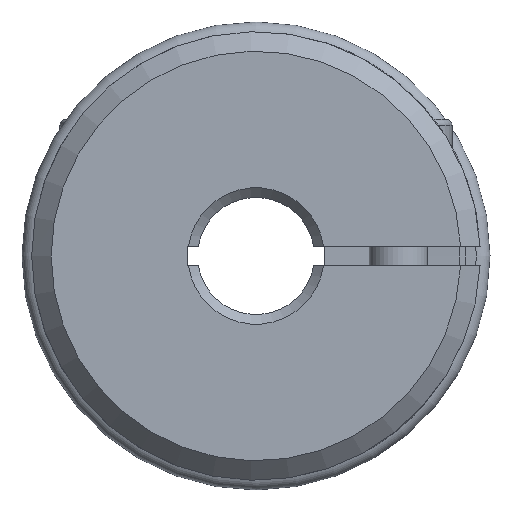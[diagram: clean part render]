
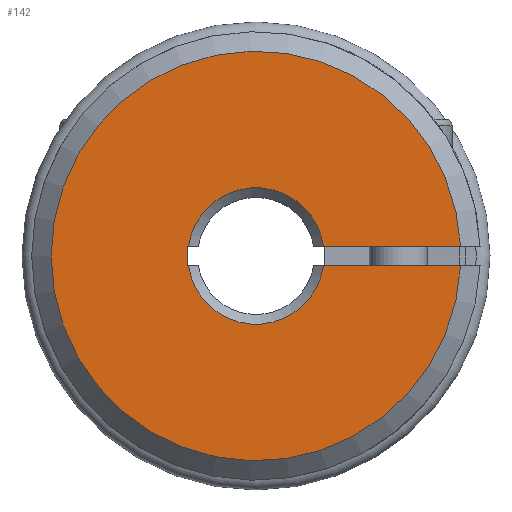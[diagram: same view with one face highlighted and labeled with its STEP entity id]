
A CAD part, left-side view. The second image highlights one B-rep face of the part: STEP entity #142.
In plain terms, the highlighted planar face has unit normal (-1, 0, 0).
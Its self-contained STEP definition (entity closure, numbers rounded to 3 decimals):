
#142 = ADVANCED_FACE( '', ( #386 ), #387, .T. );
#386 = FACE_OUTER_BOUND( '', #775, .T. );
#387 = PLANE( '', #776 );
#775 = EDGE_LOOP( '', ( #1180, #1181, #1182, #1183, #1184, #1185, #1186, #1187 ) );
#776 = AXIS2_PLACEMENT_3D( '', #1188, #1189, #1190 );
#1180 = ORIENTED_EDGE( '', *, *, #2048, .T. );
#1181 = ORIENTED_EDGE( '', *, *, #2049, .T. );
#1182 = ORIENTED_EDGE( '', *, *, #2050, .T. );
#1183 = ORIENTED_EDGE( '', *, *, #2051, .F. );
#1184 = ORIENTED_EDGE( '', *, *, #2035, .T. );
#1185 = ORIENTED_EDGE( '', *, *, #2052, .T. );
#1186 = ORIENTED_EDGE( '', *, *, #2053, .T. );
#1187 = ORIENTED_EDGE( '', *, *, #2054, .T. );
#1188 = CARTESIAN_POINT( '', ( -14.782, 0., 2. ) );
#1189 = DIRECTION( '', ( -1., 0., 0. ) );
#1190 = DIRECTION( '', ( 0., -1., 0. ) );
#2035 = EDGE_CURVE( '', #2377, #2375, #2378, .T. );
#2048 = EDGE_CURVE( '', #2398, #2399, #2400, .T. );
#2049 = EDGE_CURVE( '', #2399, #2401, #2402, .F. );
#2050 = EDGE_CURVE( '', #2401, #2403, #2404, .T. );
#2051 = EDGE_CURVE( '', #2377, #2403, #2405, .T. );
#2052 = EDGE_CURVE( '', #2375, #2406, #2407, .F. );
#2053 = EDGE_CURVE( '', #2406, #2408, #2409, .T. );
#2054 = EDGE_CURVE( '', #2408, #2398, #2410, .T. );
#2375 = VERTEX_POINT( '', #2868 );
#2377 = VERTEX_POINT( '', #2873 );
#2378 = LINE( '', #2874, #2875 );
#2398 = VERTEX_POINT( '', #2903 );
#2399 = VERTEX_POINT( '', #2904 );
#2400 = LINE( '', #2905, #2906 );
#2401 = VERTEX_POINT( '', #2907 );
#2402 = CIRCLE( '', #2908, 3.5 );
#2403 = VERTEX_POINT( '', #2909 );
#2404 = LINE( '', #2910, #2911 );
#2405 = CIRCLE( '', #2912, 10.5 );
#2406 = VERTEX_POINT( '', #2913 );
#2407 = CIRCLE( '', #2914, 3.5 );
#2408 = VERTEX_POINT( '', #2915 );
#2409 = LINE( '', #2916, #2917 );
#2410 = LINE( '', #2918, #2919 );
#2868 = CARTESIAN_POINT( '', ( -14.782, -3.464, -0.5 ) );
#2873 = CARTESIAN_POINT( '', ( -14.782, -10.488, -0.5 ) );
#2874 = CARTESIAN_POINT( '', ( -14.782, -18., -0.5 ) );
#2875 = VECTOR( '', #3727, 1000. );
#2903 = CARTESIAN_POINT( '', ( -14.782, 3.5, 0.5 ) );
#2904 = CARTESIAN_POINT( '', ( -14.782, 3.464, 0.5 ) );
#2905 = CARTESIAN_POINT( '', ( -14.782, 3.5, 0.5 ) );
#2906 = VECTOR( '', #3746, 1000. );
#2907 = CARTESIAN_POINT( '', ( -14.782, -3.464, 0.5 ) );
#2908 = AXIS2_PLACEMENT_3D( '', #3747, #3748, #3749 );
#2909 = CARTESIAN_POINT( '', ( -14.782, -10.488, 0.5 ) );
#2910 = CARTESIAN_POINT( '', ( -14.782, 0., 0.5 ) );
#2911 = VECTOR( '', #3750, 1000. );
#2912 = AXIS2_PLACEMENT_3D( '', #3751, #3752, #3753 );
#2913 = CARTESIAN_POINT( '', ( -14.782, 3.464, -0.5 ) );
#2914 = AXIS2_PLACEMENT_3D( '', #3754, #3755, #3756 );
#2915 = CARTESIAN_POINT( '', ( -14.782, 3.5, -0.5 ) );
#2916 = CARTESIAN_POINT( '', ( -14.782, 0., -0.5 ) );
#2917 = VECTOR( '', #3757, 1000. );
#2918 = CARTESIAN_POINT( '', ( -14.782, 3.5, -0.5 ) );
#2919 = VECTOR( '', #3758, 1000. );
#3727 = DIRECTION( '', ( 0., 1., 0. ) );
#3746 = DIRECTION( '', ( 0., -1., 0. ) );
#3747 = CARTESIAN_POINT( '', ( -14.782, 0., 0. ) );
#3748 = DIRECTION( '', ( -1., 0., 0. ) );
#3749 = DIRECTION( '', ( 0., -1., 0. ) );
#3750 = DIRECTION( '', ( 0., -1., 0. ) );
#3751 = CARTESIAN_POINT( '', ( -14.782, 0., 0. ) );
#3752 = DIRECTION( '', ( 1., 0., 0. ) );
#3753 = DIRECTION( '', ( 0., 0., 1. ) );
#3754 = CARTESIAN_POINT( '', ( -14.782, 0., 0. ) );
#3755 = DIRECTION( '', ( -1., 0., 0. ) );
#3756 = DIRECTION( '', ( 0., -1., 0. ) );
#3757 = DIRECTION( '', ( 0., 1., 0. ) );
#3758 = DIRECTION( '', ( 0., 0., 1. ) );
